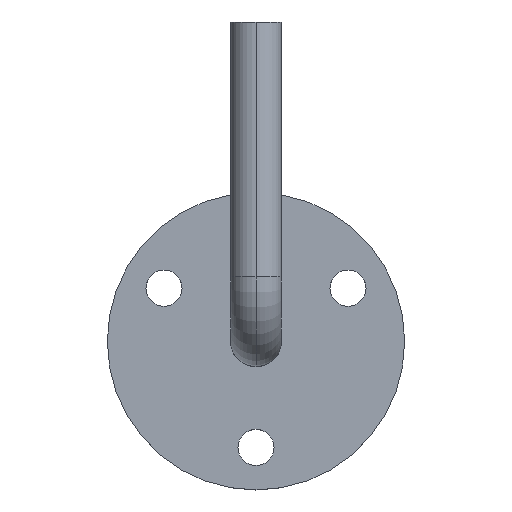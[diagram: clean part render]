
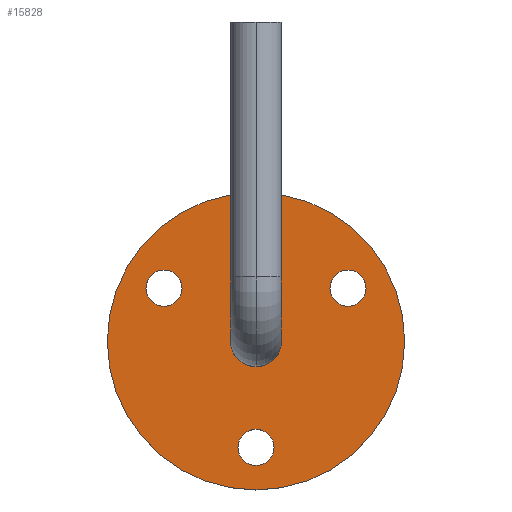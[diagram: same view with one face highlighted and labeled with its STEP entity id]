
A CAD part, top view. The second image highlights one B-rep face of the part: STEP entity #15828.
In plain terms, the highlighted planar face has unit normal (0, 0, 1).
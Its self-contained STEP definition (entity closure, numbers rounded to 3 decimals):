
#54 = ORIENTED_EDGE ( 'NONE', *, *, #12565, .F. ) ;
#383 = VERTEX_POINT ( 'NONE', #719 ) ;
#572 = CARTESIAN_POINT ( 'NONE',  ( 25.901, 12.5, 4. ) ) ;
#586 = ORIENTED_EDGE ( 'NONE', *, *, #684, .F. ) ;
#607 = CARTESIAN_POINT ( 'NONE',  ( -17.401, 12.5, 4. ) ) ;
#684 = EDGE_CURVE ( 'NONE', #10563, #2545, #10678, .T. ) ;
#719 = CARTESIAN_POINT ( 'NONE',  ( 0., 6., 4. ) ) ;
#1008 = PLANE ( 'NONE',  #1342 ) ;
#1073 = CARTESIAN_POINT ( 'NONE',  ( 0., 0., 4. ) ) ;
#1199 = FACE_BOUND ( 'NONE', #10950, .T. ) ;
#1342 = AXIS2_PLACEMENT_3D ( 'NONE', #7855, #7920, #11634 ) ;
#1565 = AXIS2_PLACEMENT_3D ( 'NONE', #1073, #14416, #15810 ) ;
#2343 = CARTESIAN_POINT ( 'NONE',  ( 21.651, 12.5, 4. ) ) ;
#2490 = CIRCLE ( 'NONE', #9961, 35. ) ;
#2545 = VERTEX_POINT ( 'NONE', #607 ) ;
#3269 = CIRCLE ( 'NONE', #8959, 4.25 ) ;
#3363 = ORIENTED_EDGE ( 'NONE', *, *, #13144, .T. ) ;
#3468 = FACE_BOUND ( 'NONE', #7984, .T. ) ;
#3487 = DIRECTION ( 'NONE',  ( 0., 0., 1. ) ) ;
#3942 = DIRECTION ( 'NONE',  ( 1., 0., 0. ) ) ;
#3958 = CIRCLE ( 'NONE', #15385, 4.25 ) ;
#4412 = DIRECTION ( 'NONE',  ( 0., 0., 1. ) ) ;
#4680 = FACE_BOUND ( 'NONE', #11997, .T. ) ;
#4805 = EDGE_CURVE ( 'NONE', #14089, #16576, #4821, .T. ) ;
#4821 = CIRCLE ( 'NONE', #14998, 4.25 ) ;
#4982 = DIRECTION ( 'NONE',  ( 1., 0., 0. ) ) ;
#5246 = CARTESIAN_POINT ( 'NONE',  ( 17.401, 12.5, 4. ) ) ;
#5360 = ORIENTED_EDGE ( 'NONE', *, *, #6344, .F. ) ;
#5520 = ORIENTED_EDGE ( 'NONE', *, *, #11734, .F. ) ;
#5748 = VERTEX_POINT ( 'NONE', #5246 ) ;
#5766 = DIRECTION ( 'NONE',  ( 0., 0., 1. ) ) ;
#5852 = CARTESIAN_POINT ( 'NONE',  ( 4.25, -25., 4. ) ) ;
#5955 = EDGE_CURVE ( 'NONE', #15298, #5748, #10626, .T. ) ;
#6344 = EDGE_CURVE ( 'NONE', #2545, #10563, #10409, .T. ) ;
#6432 = ORIENTED_EDGE ( 'NONE', *, *, #15909, .T. ) ;
#6633 = EDGE_LOOP ( 'NONE', ( #54, #5520 ) ) ;
#6889 = VERTEX_POINT ( 'NONE', #15021 ) ;
#6978 = AXIS2_PLACEMENT_3D ( 'NONE', #12084, #12128, #13643 ) ;
#7033 = CARTESIAN_POINT ( 'NONE',  ( 0., -25., 4. ) ) ;
#7061 = CARTESIAN_POINT ( 'NONE',  ( 0., 0., 4. ) ) ;
#7588 = AXIS2_PLACEMENT_3D ( 'NONE', #7061, #4412, #11061 ) ;
#7855 = CARTESIAN_POINT ( 'NONE',  ( 0., 0., 4. ) ) ;
#7920 = DIRECTION ( 'NONE',  ( 0., 0., 1. ) ) ;
#7929 = DIRECTION ( 'NONE',  ( 1., 0., 0. ) ) ;
#7984 = EDGE_LOOP ( 'NONE', ( #15509, #12159 ) ) ;
#8541 = AXIS2_PLACEMENT_3D ( 'NONE', #9953, #5766, #13885 ) ;
#8683 = CARTESIAN_POINT ( 'NONE',  ( -4.25, -25., 4. ) ) ;
#8959 = AXIS2_PLACEMENT_3D ( 'NONE', #2343, #3487, #16904 ) ;
#9953 = CARTESIAN_POINT ( 'NONE',  ( -21.651, 12.5, 4. ) ) ;
#9961 = AXIS2_PLACEMENT_3D ( 'NONE', #16836, #14223, #16659 ) ;
#10409 = CIRCLE ( 'NONE', #8541, 4.25 ) ;
#10530 = CARTESIAN_POINT ( 'NONE',  ( 21.651, 12.5, 4. ) ) ;
#10563 = VERTEX_POINT ( 'NONE', #14397 ) ;
#10599 = DIRECTION ( 'NONE',  ( 0., 0., 1. ) ) ;
#10626 = CIRCLE ( 'NONE', #16555, 4.25 ) ;
#10678 = CIRCLE ( 'NONE', #6978, 4.25 ) ;
#10950 = EDGE_LOOP ( 'NONE', ( #5360, #586 ) ) ;
#11061 = DIRECTION ( 'NONE',  ( 1., 0., 0. ) ) ;
#11264 = ORIENTED_EDGE ( 'NONE', *, *, #15735, .F. ) ;
#11376 = VERTEX_POINT ( 'NONE', #16476 ) ;
#11634 = DIRECTION ( 'NONE',  ( 1., 0., 0. ) ) ;
#11734 = EDGE_CURVE ( 'NONE', #6889, #383, #15346, .T. ) ;
#11844 = EDGE_CURVE ( 'NONE', #16576, #14089, #3958, .T. ) ;
#11920 = CARTESIAN_POINT ( 'NONE',  ( 0., -25., 4. ) ) ;
#11981 = DIRECTION ( 'NONE',  ( 0., 0., 1. ) ) ;
#11997 = EDGE_LOOP ( 'NONE', ( #12516, #11264 ) ) ;
#12084 = CARTESIAN_POINT ( 'NONE',  ( -21.651, 12.5, 4. ) ) ;
#12128 = DIRECTION ( 'NONE',  ( 0., 0., 1. ) ) ;
#12148 = AXIS2_PLACEMENT_3D ( 'NONE', #15590, #14377, #4982 ) ;
#12159 = ORIENTED_EDGE ( 'NONE', *, *, #11844, .F. ) ;
#12309 = DIRECTION ( 'NONE',  ( 0., 0., 1. ) ) ;
#12322 = CARTESIAN_POINT ( 'NONE',  ( -35., 0., 4. ) ) ;
#12516 = ORIENTED_EDGE ( 'NONE', *, *, #5955, .F. ) ;
#12565 = EDGE_CURVE ( 'NONE', #383, #6889, #13472, .T. ) ;
#13144 = EDGE_CURVE ( 'NONE', #14954, #11376, #2490, .T. ) ;
#13472 = CIRCLE ( 'NONE', #7588, 6. ) ;
#13643 = DIRECTION ( 'NONE',  ( 1., 0., 0. ) ) ;
#13885 = DIRECTION ( 'NONE',  ( 1., 0., 0. ) ) ;
#14089 = VERTEX_POINT ( 'NONE', #5852 ) ;
#14223 = DIRECTION ( 'NONE',  ( 0., 0., 1. ) ) ;
#14311 = EDGE_LOOP ( 'NONE', ( #3363, #6432 ) ) ;
#14377 = DIRECTION ( 'NONE',  ( 0., 0., 1. ) ) ;
#14397 = CARTESIAN_POINT ( 'NONE',  ( -25.901, 12.5, 4. ) ) ;
#14416 = DIRECTION ( 'NONE',  ( 0., 0., 1. ) ) ;
#14954 = VERTEX_POINT ( 'NONE', #12322 ) ;
#14998 = AXIS2_PLACEMENT_3D ( 'NONE', #7033, #12309, #15036 ) ;
#15021 = CARTESIAN_POINT ( 'NONE',  ( 0., -6., 4. ) ) ;
#15036 = DIRECTION ( 'NONE',  ( 1., 0., 0. ) ) ;
#15298 = VERTEX_POINT ( 'NONE', #572 ) ;
#15346 = CIRCLE ( 'NONE', #12148, 6. ) ;
#15385 = AXIS2_PLACEMENT_3D ( 'NONE', #11920, #11981, #7929 ) ;
#15509 = ORIENTED_EDGE ( 'NONE', *, *, #4805, .F. ) ;
#15590 = CARTESIAN_POINT ( 'NONE',  ( 0., 0., 4. ) ) ;
#15735 = EDGE_CURVE ( 'NONE', #5748, #15298, #3269, .T. ) ;
#15810 = DIRECTION ( 'NONE',  ( 1., 0., 0. ) ) ;
#15828 = ADVANCED_FACE ( 'NONE', ( #4680, #1199, #3468, #16106, #16928 ), #1008, .T. ) ;
#15909 = EDGE_CURVE ( 'NONE', #11376, #14954, #16509, .T. ) ;
#16106 = FACE_BOUND ( 'NONE', #6633, .T. ) ;
#16476 = CARTESIAN_POINT ( 'NONE',  ( 35., 0., 4. ) ) ;
#16509 = CIRCLE ( 'NONE', #1565, 35. ) ;
#16555 = AXIS2_PLACEMENT_3D ( 'NONE', #10530, #10599, #3942 ) ;
#16576 = VERTEX_POINT ( 'NONE', #8683 ) ;
#16659 = DIRECTION ( 'NONE',  ( 1., 0., 0. ) ) ;
#16836 = CARTESIAN_POINT ( 'NONE',  ( 0., 0., 4. ) ) ;
#16904 = DIRECTION ( 'NONE',  ( 1., 0., 0. ) ) ;
#16928 = FACE_OUTER_BOUND ( 'NONE', #14311, .T. ) ;
